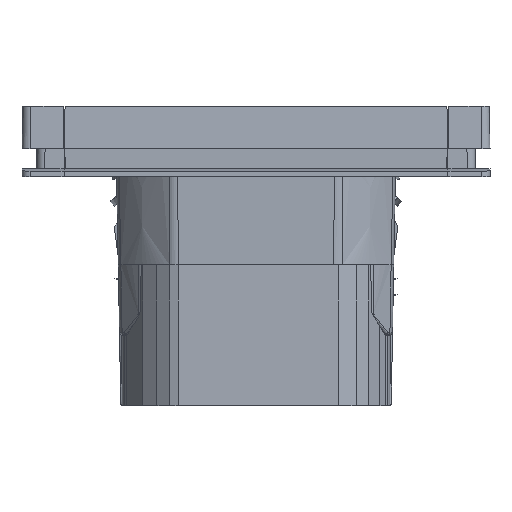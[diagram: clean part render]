
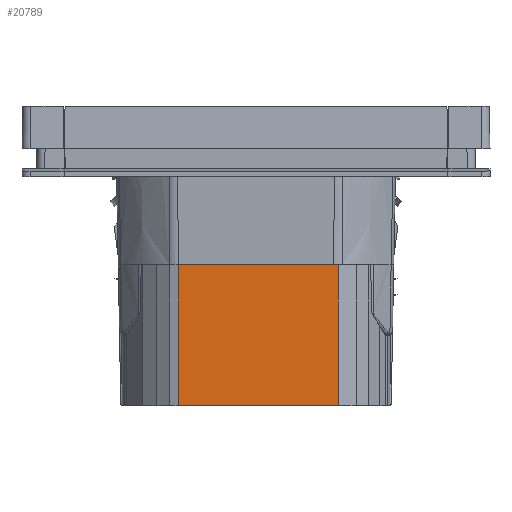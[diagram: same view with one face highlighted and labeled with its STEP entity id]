
A CAD part, front view. The second image highlights one B-rep face of the part: STEP entity #20789.
In plain terms, the highlighted planar face has unit normal (0.004, -1, 0).
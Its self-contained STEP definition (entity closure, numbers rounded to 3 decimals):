
#1083 = ORIENTED_EDGE ( 'NONE', *, *, #80460, .T. ) ;
#1347 = EDGE_CURVE ( 'NONE', #21891, #12116, #82717, .T. ) ;
#5514 = EDGE_CURVE ( 'NONE', #48122, #21891, #35883, .T. ) ;
#8581 = VECTOR ( 'NONE', #38772, 1000. ) ;
#11950 = EDGE_LOOP ( 'NONE', ( #61391, #1083, #58885, #28768 ) ) ;
#12116 = VERTEX_POINT ( 'NONE', #35308 ) ;
#14352 = CARTESIAN_POINT ( 'NONE',  ( -114.386, -25.535, -17.8 ) ) ;
#16254 = PLANE ( 'NONE',  #30986 ) ;
#18170 = VECTOR ( 'NONE', #41359, 1000. ) ;
#19027 = LINE ( 'NONE', #57945, #43930 ) ;
#19875 = DIRECTION ( 'NONE',  ( 0., 0., -1. ) ) ;
#20789 = ADVANCED_FACE ( 'NONE', ( #73582 ), #16254, .T. ) ;
#21891 = VERTEX_POINT ( 'NONE', #29258 ) ;
#28493 = LINE ( 'NONE', #78296, #62489 ) ;
#28768 = ORIENTED_EDGE ( 'NONE', *, *, #1347, .F. ) ;
#29258 = CARTESIAN_POINT ( 'NONE',  ( -84.776, -25.415, -17.8 ) ) ;
#30876 = EDGE_CURVE ( 'NONE', #12116, #38908, #28493, .T. ) ;
#30986 = AXIS2_PLACEMENT_3D ( 'NONE', #53553, #35496, #40964 ) ;
#35308 = CARTESIAN_POINT ( 'NONE',  ( -84.776, -25.415, -43.85 ) ) ;
#35496 = DIRECTION ( 'NONE',  ( 0.004, -1., 0. ) ) ;
#35883 = LINE ( 'NONE', #73120, #18170 ) ;
#38772 = DIRECTION ( 'NONE',  ( 0., 0., -1. ) ) ;
#38908 = VERTEX_POINT ( 'NONE', #42972 ) ;
#40964 = DIRECTION ( 'NONE',  ( 1., 0.004, 0. ) ) ;
#41359 = DIRECTION ( 'NONE',  ( 1., 0.004, 0. ) ) ;
#42972 = CARTESIAN_POINT ( 'NONE',  ( -114.386, -25.535, -43.85 ) ) ;
#43930 = VECTOR ( 'NONE', #19875, 1000. ) ;
#48122 = VERTEX_POINT ( 'NONE', #14352 ) ;
#53553 = CARTESIAN_POINT ( 'NONE',  ( -84.776, -25.415, 61.58 ) ) ;
#54021 = DIRECTION ( 'NONE',  ( -1., -0.004, 0. ) ) ;
#57945 = CARTESIAN_POINT ( 'NONE',  ( -114.386, -25.535, 61.58 ) ) ;
#58885 = ORIENTED_EDGE ( 'NONE', *, *, #30876, .F. ) ;
#61391 = ORIENTED_EDGE ( 'NONE', *, *, #5514, .F. ) ;
#62489 = VECTOR ( 'NONE', #54021, 1000. ) ;
#73120 = CARTESIAN_POINT ( 'NONE',  ( -114.771, -25.536, -17.8 ) ) ;
#73582 = FACE_OUTER_BOUND ( 'NONE', #11950, .T. ) ;
#77247 = CARTESIAN_POINT ( 'NONE',  ( -84.776, -25.415, 61.58 ) ) ;
#78296 = CARTESIAN_POINT ( 'NONE',  ( -84.776, -25.415, -43.85 ) ) ;
#80460 = EDGE_CURVE ( 'NONE', #48122, #38908, #19027, .T. ) ;
#82717 = LINE ( 'NONE', #77247, #8581 ) ;
